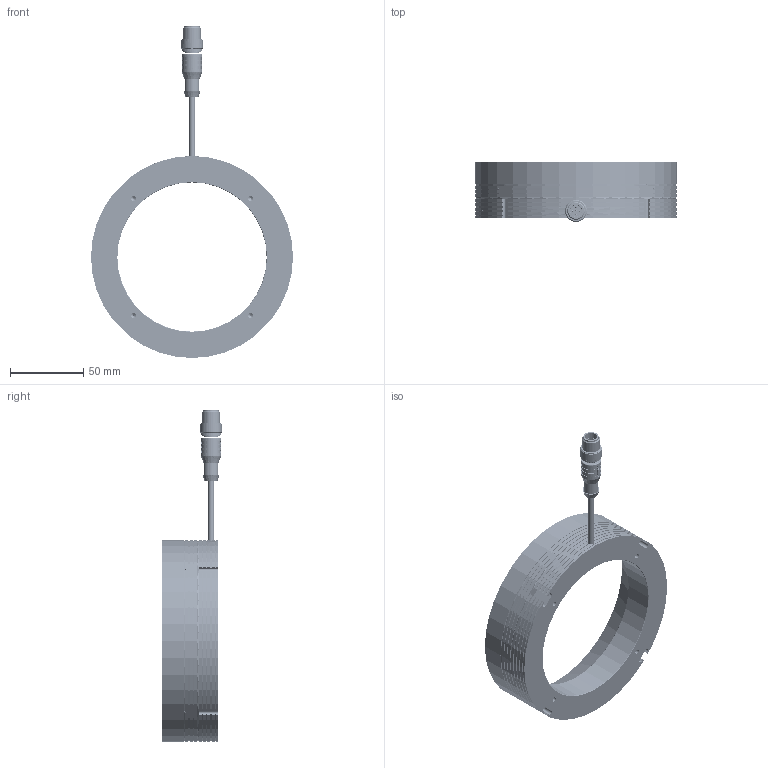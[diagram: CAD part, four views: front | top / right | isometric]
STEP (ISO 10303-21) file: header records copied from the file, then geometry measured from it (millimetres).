
FILE_DESCRIPTION (( 'STEP AP214' ), '1' );
FILE_NAME ('RM140.step', '2019-08-08T17:00:13', ( '' ), ( '' ), 'SwSTEP 2.0', 'SolidWorks 2019', '' );
FILE_SCHEMA (( 'AUTOMOTIVE_DESIGN' ));
Length unit declared in the file: millimetre
Products named in the file (14): 9262K885_9262K885; PCB-00582-01; RM140; PCB-00572-01-B; 9262K872_9262K872; M12-M; 92605A501_92605A501; LUXEON_3535L_LINE_20160314; SMT-00582-01; CABLE; PCB-00572-01-C; PCB-00572-01-A; PRT-00582-01-R2; PRT-00582-02-R1
Assembly tree (159 placements, depth 3):
  RM140
    PRT-00582-01-R2
    PRT-00582-02-R1
    CABLE
    92605A501_92605A501  x4
    PCB-00572-01-A
    PCB-00572-01-B
    PCB-00572-01-C
    SMT-00582-01
      PCB-00582-01
      LUXEON_3535L_LINE_20160314  x144
    9262K885_9262K885
    9262K872_9262K872
    M12-M
Bounding box: 138 x 41 x 226.87 mm (x, y, z)
Volume: 170295.6 mm3; surface area: 116912.8 mm2
Topology: 160 solids, 160 shells, 10782 faces, 27684 edges, 17382 vertices
Faces by surface type: plane 6860, cylinder 3466, bspline 311, cone 97, torus 48
Entity records: 97464 total; most frequent: CARTESIAN_POINT 54165, ORIENTED_EDGE 7500, DIRECTION 6771, EDGE_CURVE 3750, AXIS2_PLACEMENT_3D 2544, VERTEX_POINT 2458, LINE 1683, VECTOR 1683
